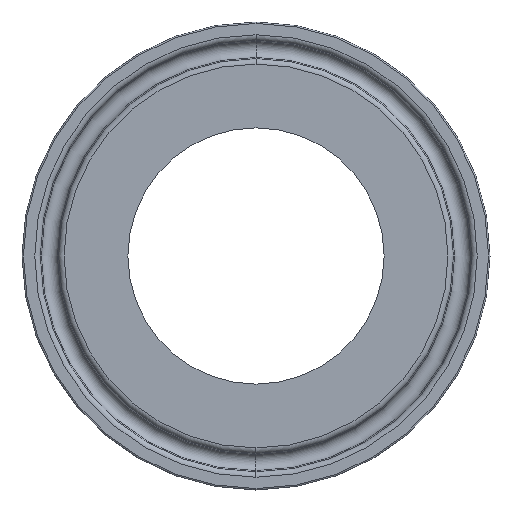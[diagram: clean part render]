
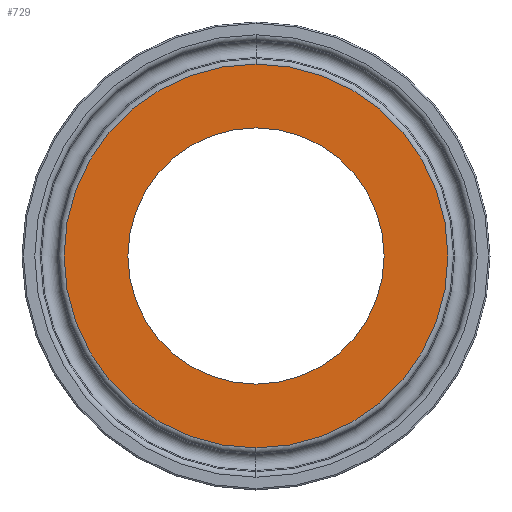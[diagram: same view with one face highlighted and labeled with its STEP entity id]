
A CAD part, left-side view. The second image highlights one B-rep face of the part: STEP entity #729.
In plain terms, the highlighted planar face has unit normal (-1, 0, 0).
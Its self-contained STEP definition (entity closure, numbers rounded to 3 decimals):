
#2 = DIRECTION ( 'NONE',  ( 0., 0., 1. ) ) ;
#4 = ORIENTED_EDGE ( 'NONE', *, *, #480, .F. ) ;
#8 = CARTESIAN_POINT ( 'NONE',  ( 0., 0., 0. ) ) ;
#18 = CARTESIAN_POINT ( 'NONE',  ( 0., 0., -26.247 ) ) ;
#24 = DIRECTION ( 'NONE',  ( -1., 0., 0. ) ) ;
#40 = CARTESIAN_POINT ( 'NONE',  ( 0., 0., 0. ) ) ;
#52 = DIRECTION ( 'NONE',  ( -1., 0., 0. ) ) ;
#69 = DIRECTION ( 'NONE',  ( -1., 0., 0. ) ) ;
#83 = CIRCLE ( 'NONE', #442, 17.52 ) ;
#84 = AXIS2_PLACEMENT_3D ( 'NONE', #8, #237, #474 ) ;
#87 = CARTESIAN_POINT ( 'NONE',  ( 0., 0., 0. ) ) ;
#151 = DIRECTION ( 'NONE',  ( 0., 0., -1. ) ) ;
#178 = EDGE_CURVE ( 'NONE', #615, #607, #693, .T. ) ;
#203 = ORIENTED_EDGE ( 'NONE', *, *, #178, .T. ) ;
#237 = DIRECTION ( 'NONE',  ( -1., 0., 0. ) ) ;
#256 = CIRCLE ( 'NONE', #84, 26.247 ) ;
#297 = EDGE_CURVE ( 'NONE', #631, #726, #435, .T. ) ;
#375 = EDGE_LOOP ( 'NONE', ( #580, #4 ) ) ;
#394 = CARTESIAN_POINT ( 'NONE',  ( 0., 26.247, 0. ) ) ;
#404 = CARTESIAN_POINT ( 'NONE',  ( 0., 0., -17.52 ) ) ;
#435 = CIRCLE ( 'NONE', #571, 17.52 ) ;
#438 = ORIENTED_EDGE ( 'NONE', *, *, #530, .T. ) ;
#442 = AXIS2_PLACEMENT_3D ( 'NONE', #592, #69, #644 ) ;
#443 = PLANE ( 'NONE',  #676 ) ;
#461 = EDGE_LOOP ( 'NONE', ( #203, #438 ) ) ;
#474 = DIRECTION ( 'NONE',  ( 0., 0., 1. ) ) ;
#480 = EDGE_CURVE ( 'NONE', #726, #631, #83, .T. ) ;
#506 = AXIS2_PLACEMENT_3D ( 'NONE', #87, #24, #604 ) ;
#530 = EDGE_CURVE ( 'NONE', #607, #615, #256, .T. ) ;
#564 = CARTESIAN_POINT ( 'NONE',  ( 0., 0., 17.52 ) ) ;
#571 = AXIS2_PLACEMENT_3D ( 'NONE', #40, #52, #2 ) ;
#580 = ORIENTED_EDGE ( 'NONE', *, *, #297, .F. ) ;
#592 = CARTESIAN_POINT ( 'NONE',  ( 0., 0., 0. ) ) ;
#604 = DIRECTION ( 'NONE',  ( 0., 0., 1. ) ) ;
#607 = VERTEX_POINT ( 'NONE', #18 ) ;
#615 = VERTEX_POINT ( 'NONE', #713 ) ;
#630 = FACE_BOUND ( 'NONE', #375, .T. ) ;
#631 = VERTEX_POINT ( 'NONE', #564 ) ;
#644 = DIRECTION ( 'NONE',  ( 0., 0., 1. ) ) ;
#676 = AXIS2_PLACEMENT_3D ( 'NONE', #394, #677, #151 ) ;
#677 = DIRECTION ( 'NONE',  ( 1., 0., 0. ) ) ;
#693 = CIRCLE ( 'NONE', #506, 26.247 ) ;
#713 = CARTESIAN_POINT ( 'NONE',  ( 0., 0., 26.247 ) ) ;
#726 = VERTEX_POINT ( 'NONE', #404 ) ;
#729 = ADVANCED_FACE ( 'NONE', ( #630, #734 ), #443, .F. ) ;
#734 = FACE_OUTER_BOUND ( 'NONE', #461, .T. ) ;
